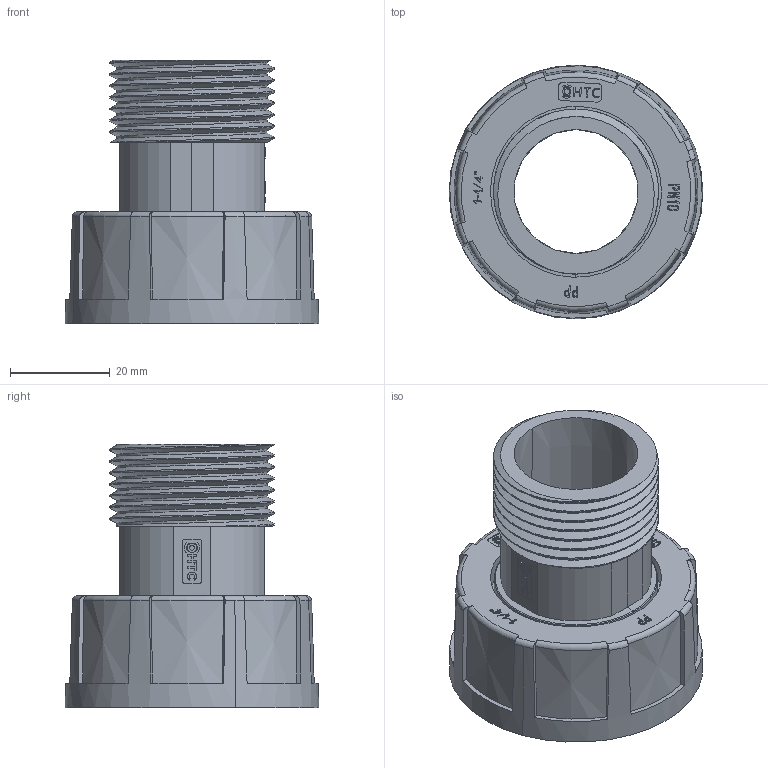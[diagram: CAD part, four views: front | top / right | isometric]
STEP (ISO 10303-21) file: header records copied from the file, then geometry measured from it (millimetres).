
FILE_DESCRIPTION (( 'STEP AP214' ), '1' );
FILE_NAME ('蚾饜极 1.STEP', '2025-07-08T05:44:40', ( '' ), ( '' ), 'SwSTEP 2.0', 'SolidWorks 2023', '' );
FILE_SCHEMA (( 'AUTOMOTIVE_DESIGN' ));
Length unit declared in the file: millimetre
Products named in the file (4): 2023-090; PF0606 1; 螺帽3; 装配体 1
Assembly tree (3 placements, depth 2):
  装配体 1
    PF0606 1
    2023-090
    螺帽3
Bounding box: 51 x 51 x 53.01 mm (x, y, z)
Volume: 27804 mm3; surface area: 21721.8 mm2
Topology: 3 solids, 3 shells, 662 faces, 1734 edges, 1139 vertices
Faces by surface type: plane 383, cylinder 138, bspline 55, cone 52, torus 31, sphere 3
Entity records: 26940 total; most frequent: CARTESIAN_POINT 11359, ORIENTED_EDGE 3456, DIRECTION 2840, EDGE_CURVE 1728, VERTEX_POINT 1139, AXIS2_PLACEMENT_3D 959, VECTOR 922, LINE 922
